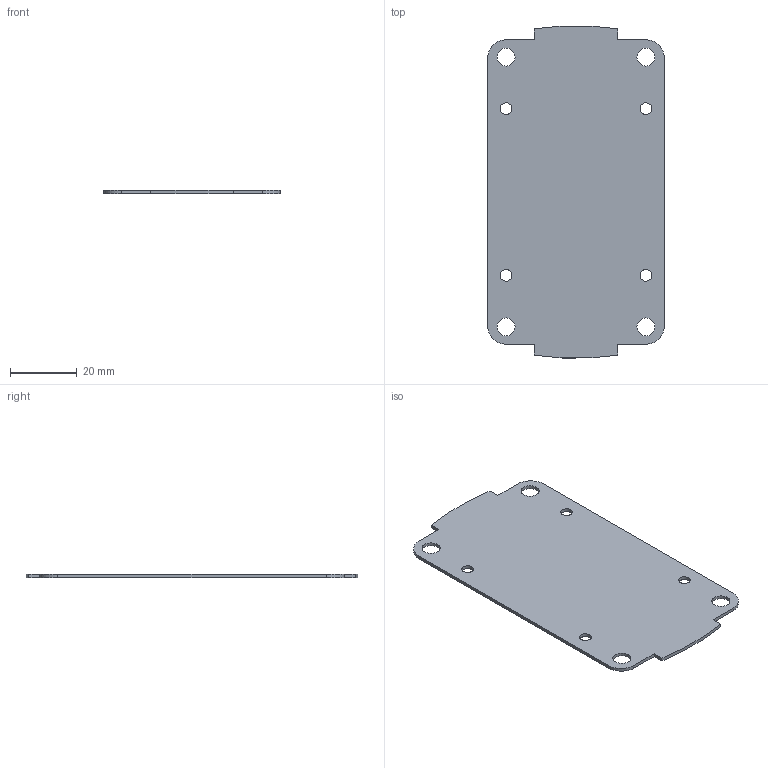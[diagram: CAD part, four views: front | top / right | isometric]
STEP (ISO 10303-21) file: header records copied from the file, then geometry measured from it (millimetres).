
FILE_DESCRIPTION(/* description */ (''),/* implementation_level */ '2;1');
FILE_NAME(/* name */ 'board_outline_02a.stp',/* time_stamp */ '2019-09-28T21:34:13+06:00',/* author */ ('Nurekengoi'),/* organization */ (''),/* preprocessor_version */ 'ST-DEVELOPER v16.1',/* originating_system */ 'Autodesk Inventor 2016',/* authorisation */ '');
FILE_SCHEMA (('AUTOMOTIVE_DESIGN { 1 0 10303 214 3 1 1 }'));
Length unit declared in the file: millimetre
Products named in the file (1): board_outline_02
Bounding box: 53 x 99.66 x 1 mm (x, y, z)
Volume: 4883.9 mm3; surface area: 10172.4 mm2
Topology: 1 solids, 1 shells, 26 faces, 72 edges, 48 vertices
Faces by surface type: cylinder 14, plane 12
Full cylindrical faces by diameter (mm): 3.5 x4, 5.4 x4
Entity records: 860 total; most frequent: DIRECTION 146, CARTESIAN_POINT 139, ORIENTED_EDGE 128, EDGE_CURVE 64, AXIS2_PLACEMENT_3D 55, EDGE_LOOP 50, VERTEX_POINT 48, LINE 36
